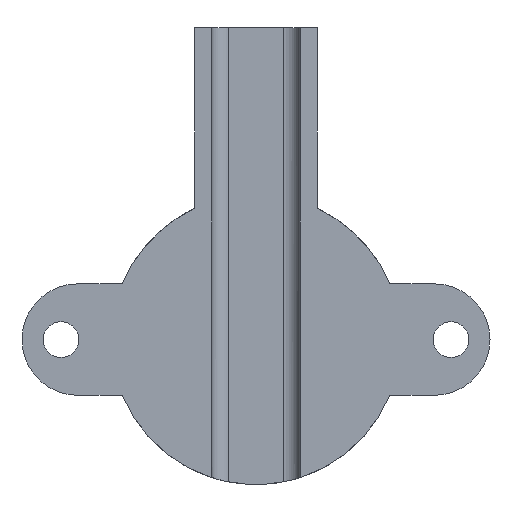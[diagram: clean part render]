
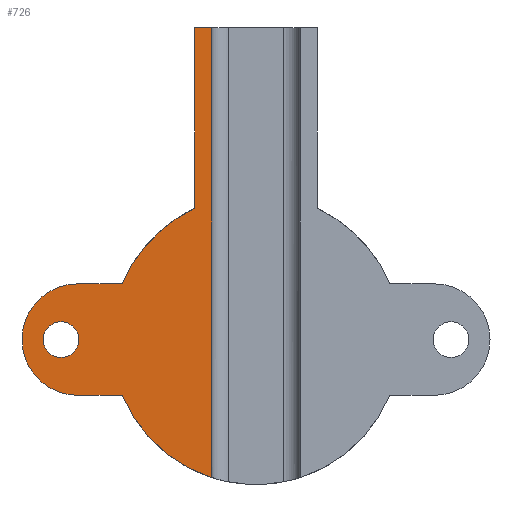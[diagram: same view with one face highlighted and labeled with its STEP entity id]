
A CAD part, front view. The second image highlights one B-rep face of the part: STEP entity #726.
In plain terms, the highlighted planar face has unit normal (0, -1, 0).
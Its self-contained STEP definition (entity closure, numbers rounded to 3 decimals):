
#15=FACE_BOUND('',#125,.T.);
#27=CIRCLE('',#785,13.);
#28=CIRCLE('',#786,5.);
#29=CIRCLE('',#787,13.);
#30=CIRCLE('',#788,1.6);
#59=PLANE('',#784);
#85=FACE_OUTER_BOUND('',#124,.T.);
#124=EDGE_LOOP('',(#520,#521,#522,#523,#524,#525,#526,#527));
#125=EDGE_LOOP('',(#528));
#179=LINE('',#1171,#245);
#183=LINE('',#1179,#249);
#184=LINE('',#1181,#250);
#185=LINE('',#1185,#251);
#186=LINE('',#1189,#252);
#245=VECTOR('',#890,10.);
#249=VECTOR('',#896,10.);
#250=VECTOR('',#897,10.);
#251=VECTOR('',#900,10.);
#252=VECTOR('',#903,10.);
#327=VERTEX_POINT('',#1169);
#328=VERTEX_POINT('',#1170);
#331=VERTEX_POINT('',#1178);
#332=VERTEX_POINT('',#1180);
#333=VERTEX_POINT('',#1182);
#334=VERTEX_POINT('',#1184);
#335=VERTEX_POINT('',#1186);
#336=VERTEX_POINT('',#1188);
#337=VERTEX_POINT('',#1191);
#403=EDGE_CURVE('',#327,#328,#179,.T.);
#407=EDGE_CURVE('',#331,#328,#183,.T.);
#408=EDGE_CURVE('',#331,#332,#184,.F.);
#409=EDGE_CURVE('',#333,#332,#27,.T.);
#410=EDGE_CURVE('',#334,#333,#185,.T.);
#411=EDGE_CURVE('',#335,#334,#28,.T.);
#412=EDGE_CURVE('',#336,#335,#186,.T.);
#413=EDGE_CURVE('',#336,#327,#29,.T.);
#414=EDGE_CURVE('',#337,#337,#30,.T.);
#520=ORIENTED_EDGE('',*,*,#403,.T.);
#521=ORIENTED_EDGE('',*,*,#407,.F.);
#522=ORIENTED_EDGE('',*,*,#408,.T.);
#523=ORIENTED_EDGE('',*,*,#409,.F.);
#524=ORIENTED_EDGE('',*,*,#410,.F.);
#525=ORIENTED_EDGE('',*,*,#411,.F.);
#526=ORIENTED_EDGE('',*,*,#412,.F.);
#527=ORIENTED_EDGE('',*,*,#413,.T.);
#528=ORIENTED_EDGE('',*,*,#414,.F.);
#726=ADVANCED_FACE('',(#85,#15),#59,.T.);
#784=AXIS2_PLACEMENT_3D('',#1177,#894,#895);
#785=AXIS2_PLACEMENT_3D('',#1183,#898,#899);
#786=AXIS2_PLACEMENT_3D('',#1187,#901,#902);
#787=AXIS2_PLACEMENT_3D('',#1190,#904,#905);
#788=AXIS2_PLACEMENT_3D('',#1192,#906,#907);
#890=DIRECTION('',(0.,0.,1.));
#894=DIRECTION('center_axis',(0.,-1.,0.));
#895=DIRECTION('ref_axis',(-1.,0.,0.));
#896=DIRECTION('',(1.,0.,0.));
#897=DIRECTION('',(0.,0.,1.));
#898=DIRECTION('center_axis',(0.,1.,0.));
#899=DIRECTION('ref_axis',(-1.,0.,0.));
#900=DIRECTION('',(1.,0.,0.));
#901=DIRECTION('center_axis',(0.,1.,0.));
#902=DIRECTION('ref_axis',(-0.707,0.,0.707));
#903=DIRECTION('',(-1.,0.,0.));
#904=DIRECTION('center_axis',(0.,-1.,0.));
#905=DIRECTION('ref_axis',(1.,0.,0.));
#906=DIRECTION('center_axis',(0.,-1.,0.));
#907=DIRECTION('ref_axis',(-1.,0.,0.));
#1169=CARTESIAN_POINT('',(-3.955,-7.5,-40.384));
#1170=CARTESIAN_POINT('',(-3.955,-7.5,0.));
#1171=CARTESIAN_POINT('',(-3.955,-7.5,0.));
#1177=CARTESIAN_POINT('Origin',(5.,-7.5,0.));
#1178=CARTESIAN_POINT('',(-5.5,-7.5,0.));
#1179=CARTESIAN_POINT('',(0.,-7.5,0.));
#1180=CARTESIAN_POINT('',(-5.5,-7.5,-16.221));
#1181=CARTESIAN_POINT('',(-5.5,-7.5,0.));
#1182=CARTESIAN_POINT('',(-12.,-7.5,-23.));
#1183=CARTESIAN_POINT('Origin',(0.,-7.5,
-28.));
#1184=CARTESIAN_POINT('',(-16.,-7.5,-23.));
#1185=CARTESIAN_POINT('',(-21.,-7.5,-23.));
#1186=CARTESIAN_POINT('',(-16.,-7.5,-33.));
#1187=CARTESIAN_POINT('Origin',(-16.,-7.5,-28.));
#1188=CARTESIAN_POINT('',(-12.,-7.5,-33.));
#1189=CARTESIAN_POINT('',(21.,-7.5,-33.));
#1190=CARTESIAN_POINT('Origin',(0.,-7.5,-28.));
#1191=CARTESIAN_POINT('',(-15.9,-7.5,-28.));
#1192=CARTESIAN_POINT('Origin',(-17.5,-7.5,-28.));
